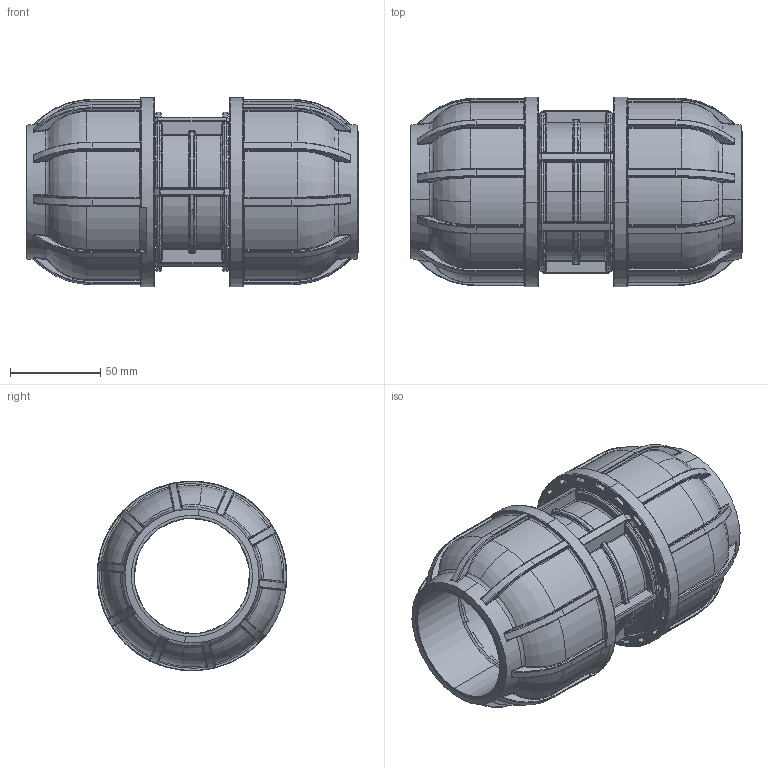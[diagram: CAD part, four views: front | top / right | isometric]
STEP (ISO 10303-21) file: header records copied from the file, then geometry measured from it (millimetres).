
FILE_DESCRIPTION (( 'STEP AP203' ), '1' );
FILE_NAME ('R210.063.063.step', '2013-11-19T09:08:48', ( 'Alusic' ), ( 'Alusic' ), 'SwSTEP 2.0', 'SolidWorks 2011', '' );
FILE_SCHEMA (( 'CONFIG_CONTROL_DESIGN' ));
Length unit declared in the file: millimetre
Products named in the file (1): R210.063.063
Bounding box: 183.6 x 104.92 x 104.84 mm (x, y, z)
Surface area: 144965.2 mm2 (no closed solid volume)
Topology: 0 solids, 37 shells, 1675 faces, 5183 edges, 3273 vertices
Faces by surface type: cylinder 495, bspline 455, torus 354, plane 315, cone 30, sphere 26
Entity records: 79218 total; most frequent: CARTESIAN_POINT 38124, ORIENTED_EDGE 8373, DIRECTION 8145, EDGE_CURVE 5171, AXIS2_PLACEMENT_3D 3462, VERTEX_POINT 3273, CIRCLE 2241, EDGE_LOOP 1681
